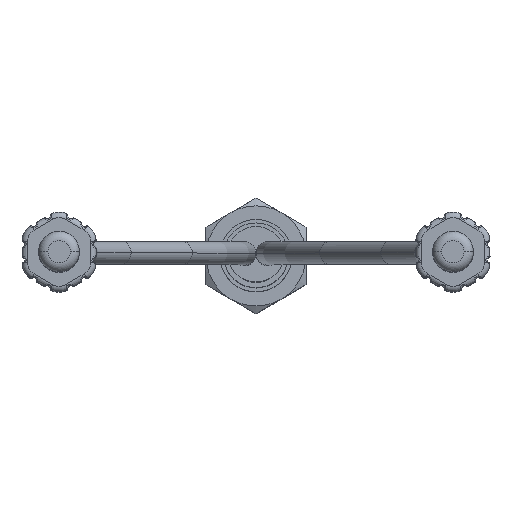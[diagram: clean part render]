
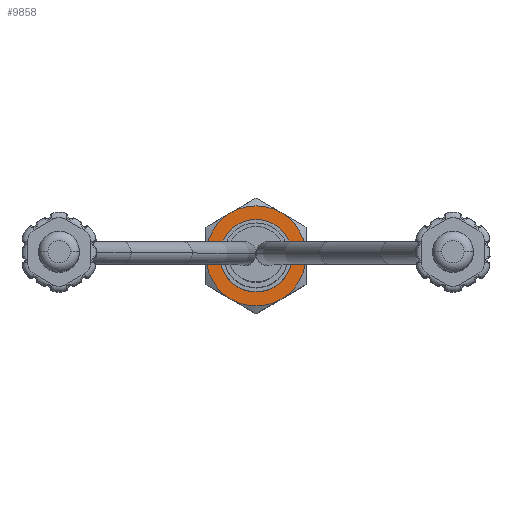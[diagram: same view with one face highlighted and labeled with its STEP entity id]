
A CAD part, top view. The second image highlights one B-rep face of the part: STEP entity #9858.
In plain terms, the highlighted planar face has unit normal (0, 0, 1).
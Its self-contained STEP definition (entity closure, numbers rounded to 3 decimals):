
#1036=CARTESIAN_POINT('',(0.,0.,10.));
#1037=DIRECTION('',(0.,0.,-1.));
#1038=DIRECTION('',(-0.5,-0.866,0.));
#1039=AXIS2_PLACEMENT_3D('',#1036,#1037,#1038);
#1041=CARTESIAN_POINT('',(0.,0.,10.));
#1042=DIRECTION('',(0.,0.,-1.));
#1043=DIRECTION('',(-1.,0.,0.));
#1044=AXIS2_PLACEMENT_3D('',#1041,#1042,#1043);
#1046=CARTESIAN_POINT('',(0.,0.,10.));
#1047=DIRECTION('',(0.,0.,-1.));
#1048=DIRECTION('',(-0.5,0.866,0.));
#1049=AXIS2_PLACEMENT_3D('',#1046,#1047,#1048);
#1051=CARTESIAN_POINT('',(0.,0.,10.));
#1052=DIRECTION('',(0.,0.,-1.));
#1053=DIRECTION('',(0.5,0.866,0.));
#1054=AXIS2_PLACEMENT_3D('',#1051,#1052,#1053);
#1056=CARTESIAN_POINT('',(0.,0.,10.));
#1057=DIRECTION('',(0.,0.,-1.));
#1058=DIRECTION('',(1.,0.,0.));
#1059=AXIS2_PLACEMENT_3D('',#1056,#1057,#1058);
#1061=CARTESIAN_POINT('',(0.,0.,10.));
#1062=DIRECTION('',(0.,0.,-1.));
#1063=DIRECTION('',(0.5,-0.866,0.));
#1064=AXIS2_PLACEMENT_3D('',#1061,#1062,#1063);
#1196=CARTESIAN_POINT('',(0.,0.,10.));
#1197=DIRECTION('',(0.,0.,-1.));
#1198=DIRECTION('',(-1.,0.,0.));
#1199=AXIS2_PLACEMENT_3D('',#1196,#1197,#1198);
#1219=CARTESIAN_POINT('',(0.,0.,10.));
#1220=DIRECTION('',(0.,0.,-1.));
#1221=DIRECTION('',(1.,0.,0.));
#1222=AXIS2_PLACEMENT_3D('',#1219,#1220,#1221);
#8352=CARTESIAN_POINT('',(-1.35,-2.338,10.));
#8353=CARTESIAN_POINT('',(-2.7,0.,10.));
#8354=VERTEX_POINT('',#8352);
#8355=VERTEX_POINT('',#8353);
#8356=CARTESIAN_POINT('',(-1.35,2.338,10.));
#8357=VERTEX_POINT('',#8356);
#8358=CARTESIAN_POINT('',(1.35,2.338,10.));
#8359=VERTEX_POINT('',#8358);
#8360=CARTESIAN_POINT('',(2.7,0.,10.));
#8361=VERTEX_POINT('',#8360);
#8362=CARTESIAN_POINT('',(1.35,-2.338,10.));
#8363=VERTEX_POINT('',#8362);
#8407=CARTESIAN_POINT('',(-1.88,0.,
10.));
#8408=VERTEX_POINT('',#8407);
#8409=CARTESIAN_POINT('',(1.88,0.,
10.));
#8410=VERTEX_POINT('',#8409);
#9834=CARTESIAN_POINT('',(0.,0.,10.));
#9835=DIRECTION('',(0.,0.,1.));
#9836=DIRECTION('',(-1.,0.,0.));
#9837=AXIS2_PLACEMENT_3D('',#9834,#9835,#9836);
#9838=PLANE('',#9837);
#9839=ORIENTED_EDGE('',*,*,#9822,.T.);
#9841=ORIENTED_EDGE('',*,*,#9840,.T.);
#9843=ORIENTED_EDGE('',*,*,#9842,.T.);
#9845=ORIENTED_EDGE('',*,*,#9844,.T.);
#9847=ORIENTED_EDGE('',*,*,#9846,.T.);
#9849=ORIENTED_EDGE('',*,*,#9848,.T.);
#9850=EDGE_LOOP('',(#9839,#9841,#9843,#9845,#9847,#9849));
#9851=FACE_OUTER_BOUND('',#9850,.F.);
#9853=ORIENTED_EDGE('',*,*,#9852,.F.);
#9855=ORIENTED_EDGE('',*,*,#9854,.F.);
#9856=EDGE_LOOP('',(#9853,#9855));
#9857=FACE_BOUND('',#9856,.F.);
#9858=ADVANCED_FACE('',(#9851,#9857),#9838,.T.);
#1040=CIRCLE('',#1039,2.7);
#1045=CIRCLE('',#1044,2.7);
#1050=CIRCLE('',#1049,2.7);
#1055=CIRCLE('',#1054,2.7);
#1060=CIRCLE('',#1059,2.7);
#1065=CIRCLE('',#1064,2.7);
#1200=CIRCLE('',#1199,1.88);
#1223=CIRCLE('',#1222,1.88);
#9822=EDGE_CURVE('',#8354,#8355,#1040,.T.);
#9840=EDGE_CURVE('',#8355,#8357,#1045,.T.);
#9842=EDGE_CURVE('',#8357,#8359,#1050,.T.);
#9844=EDGE_CURVE('',#8359,#8361,#1055,.T.);
#9846=EDGE_CURVE('',#8361,#8363,#1060,.T.);
#9848=EDGE_CURVE('',#8363,#8354,#1065,.T.);
#9852=EDGE_CURVE('',#8408,#8410,#1200,.T.);
#9854=EDGE_CURVE('',#8410,#8408,#1223,.T.);
